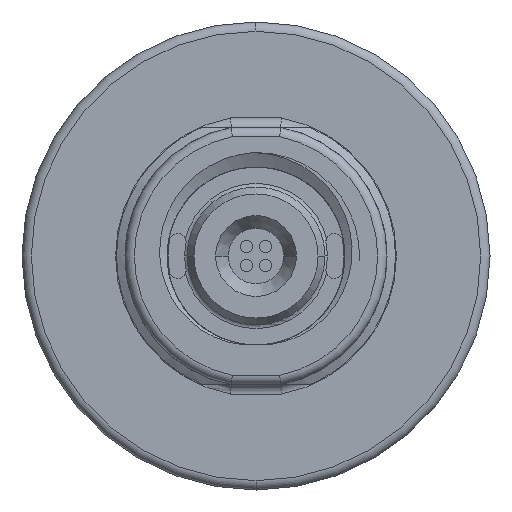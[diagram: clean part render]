
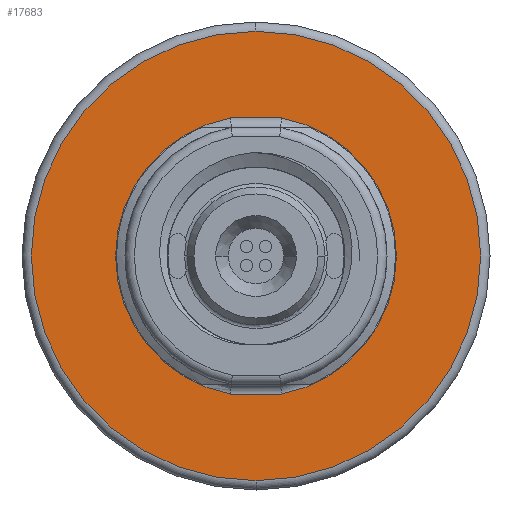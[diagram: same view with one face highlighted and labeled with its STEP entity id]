
A CAD part, front view. The second image highlights one B-rep face of the part: STEP entity #17683.
In plain terms, the highlighted planar face has unit normal (0, -1, 0).
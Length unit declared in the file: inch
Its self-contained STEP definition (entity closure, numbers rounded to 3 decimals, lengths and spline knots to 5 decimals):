
#5989=CARTESIAN_POINT('',(0.,-1.37795,0.));
#5990=DIRECTION('',(0.,1.,0.));
#5991=DIRECTION('',(0.,0.,-1.));
#5992=AXIS2_PLACEMENT_3D('',#5989,#5990,#5991);
#5994=CARTESIAN_POINT('',(0.,-1.37795,0.));
#5995=DIRECTION('',(0.,1.,0.));
#5996=DIRECTION('',(0.,0.,1.));
#5997=AXIS2_PLACEMENT_3D('',#5994,#5995,#5996);
#5999=CARTESIAN_POINT('',(0.,-1.37795,0.));
#6000=DIRECTION('',(0.,-1.,0.));
#6001=DIRECTION('',(-0.182,0.,0.983));
#6002=AXIS2_PLACEMENT_3D('',#5999,#6000,#6001);
#6004=DIRECTION('',(1.,0.,0.));
#6005=VECTOR('',#6004,0.21474);
#6006=CARTESIAN_POINT('',(-0.10737,-1.37795,
-0.58071));
#6007=LINE('',#6006,#6005);
#6008=CARTESIAN_POINT('',(0.,-1.37795,0.));
#6009=DIRECTION('',(0.,-1.,0.));
#6010=DIRECTION('',(0.182,0.,-0.983));
#6011=AXIS2_PLACEMENT_3D('',#6008,#6009,#6010);
#6013=DIRECTION('',(-1.,0.,0.));
#6014=VECTOR('',#6013,0.21474);
#6015=CARTESIAN_POINT('',(0.10737,-1.37795,
0.58071));
#6016=LINE('',#6015,#6014);
#9060=CARTESIAN_POINT('',(-0.10737,-1.37795,
0.58071));
#9061=CARTESIAN_POINT('',(-0.10737,-1.37795,
-0.58071));
#9062=VERTEX_POINT('',#9060);
#9063=VERTEX_POINT('',#9061);
#9068=CARTESIAN_POINT('',(0.10737,-1.37795,
-0.58071));
#9069=CARTESIAN_POINT('',(0.10737,-1.37795,
0.58071));
#9070=VERTEX_POINT('',#9068);
#9071=VERTEX_POINT('',#9069);
#9096=CARTESIAN_POINT('',(0.,-1.37795,-0.94488));
#9097=CARTESIAN_POINT('',(0.,-1.37795,0.94488));
#9098=VERTEX_POINT('',#9096);
#9099=VERTEX_POINT('',#9097);
#17663=CARTESIAN_POINT('',(0.,-1.37795,0.));
#17664=DIRECTION('',(0.,-1.,0.));
#17665=DIRECTION('',(0.,0.,1.));
#17666=AXIS2_PLACEMENT_3D('',#17663,#17664,#17665);
#17667=PLANE('',#17666);
#17669=ORIENTED_EDGE('',*,*,#17668,.T.);
#17671=ORIENTED_EDGE('',*,*,#17670,.T.);
#17672=EDGE_LOOP('',(#17669,#17671));
#17673=FACE_OUTER_BOUND('',#17672,.F.);
#17674=ORIENTED_EDGE('',*,*,#17653,.T.);
#17676=ORIENTED_EDGE('',*,*,#17675,.T.);
#17678=ORIENTED_EDGE('',*,*,#17677,.T.);
#17680=ORIENTED_EDGE('',*,*,#17679,.T.);
#17681=EDGE_LOOP('',(#17674,#17676,#17678,#17680));
#17682=FACE_BOUND('',#17681,.F.);
#17683=ADVANCED_FACE('',(#17673,#17682),#17667,.T.);
#5993=CIRCLE('',#5992,0.94488);
#5998=CIRCLE('',#5997,0.94488);
#6003=CIRCLE('',#6002,0.59055);
#6012=CIRCLE('',#6011,0.59055);
#17653=EDGE_CURVE('',#9062,#9063,#6003,.T.);
#17668=EDGE_CURVE('',#9098,#9099,#5993,.T.);
#17670=EDGE_CURVE('',#9099,#9098,#5998,.T.);
#17675=EDGE_CURVE('',#9063,#9070,#6007,.T.);
#17677=EDGE_CURVE('',#9070,#9071,#6012,.T.);
#17679=EDGE_CURVE('',#9071,#9062,#6016,.T.);
